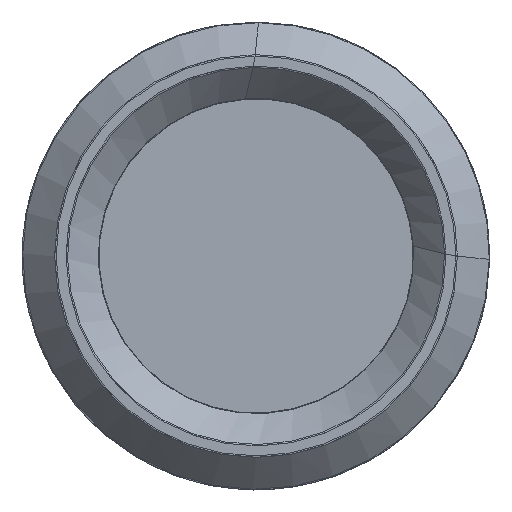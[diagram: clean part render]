
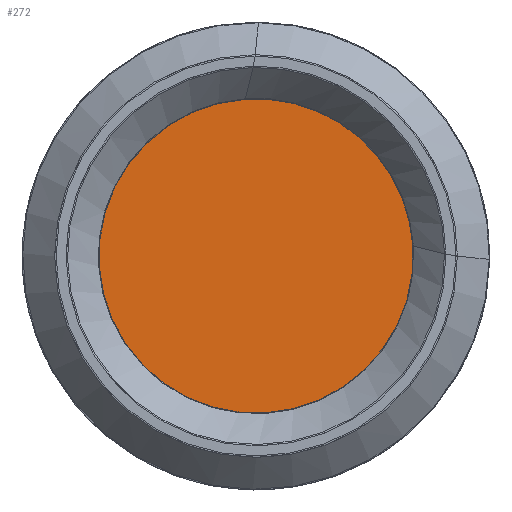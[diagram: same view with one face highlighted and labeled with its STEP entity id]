
A CAD part, left-side view. The second image highlights one B-rep face of the part: STEP entity #272.
In plain terms, the highlighted planar face has unit normal (-1, 0, 0).
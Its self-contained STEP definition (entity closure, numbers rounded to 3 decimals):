
#272=ADVANCED_FACE('',(#326),#291,.F.);
#291=PLANE('',#826);
#326=FACE_OUTER_BOUND('',#362,.T.);
#362=EDGE_LOOP('',(#583));
#439=CIRCLE('',#825,31.868);
#583=ORIENTED_EDGE('',*,*,#723,.T.);
#644=VERTEX_POINT('',#1624);
#723=EDGE_CURVE('',#644,#644,#439,.T.);
#825=AXIS2_PLACEMENT_3D('',#1623,#980,#981);
#826=AXIS2_PLACEMENT_3D('',#1625,#982,#983);
#980=DIRECTION('',(-1.,0.,0.));
#981=DIRECTION('',(0.,0.,1.));
#982=DIRECTION('',(1.,0.,0.));
#983=DIRECTION('',(0.,0.,-1.));
#1623=CARTESIAN_POINT('',(8.,0.,0.));
#1624=CARTESIAN_POINT('',(8.,0.,31.868));
#1625=CARTESIAN_POINT('',(8.,13.,0.));
